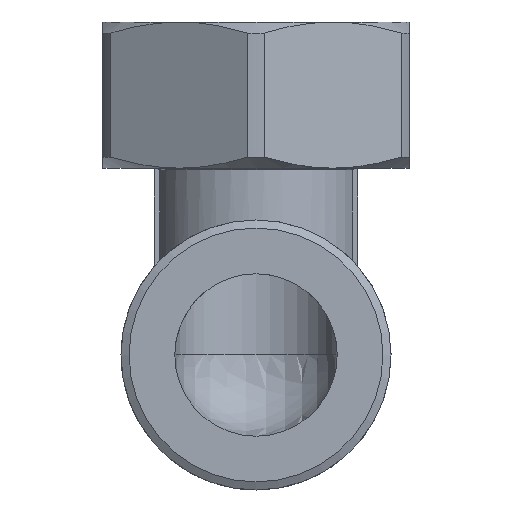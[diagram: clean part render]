
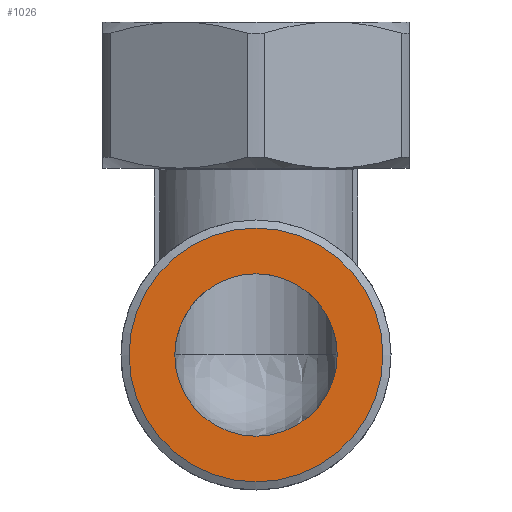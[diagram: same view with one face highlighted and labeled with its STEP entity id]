
A CAD part, front view. The second image highlights one B-rep face of the part: STEP entity #1026.
In plain terms, the highlighted planar face has unit normal (0, -1, 0).
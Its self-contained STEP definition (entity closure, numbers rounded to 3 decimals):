
#188=PLANE('',#1410);
#386=ORIENTED_EDGE('',*,*,#587,.T.);
#387=ORIENTED_EDGE('',*,*,#588,.T.);
#587=EDGE_CURVE('',#695,#695,#763,.T.);
#588=EDGE_CURVE('',#696,#696,#764,.F.);
#695=VERTEX_POINT('',#2921);
#696=VERTEX_POINT('',#2923);
#763=CIRCLE('',#1411,10.);
#764=CIRCLE('',#1412,15.625);
#833=EDGE_LOOP('',(#386));
#834=EDGE_LOOP('',(#387));
#925=FACE_BOUND('',#833,.T.);
#926=FACE_BOUND('',#834,.T.);
#1026=ADVANCED_FACE('',(#925,#926),#188,.F.);
#1410=AXIS2_PLACEMENT_3D('',#2919,#1672,#1673);
#1411=AXIS2_PLACEMENT_3D('',#2920,#1674,#1675);
#1412=AXIS2_PLACEMENT_3D('',#2922,#1676,#1677);
#1672=DIRECTION('',(0.,1.,0.));
#1673=DIRECTION('',(0.,0.,1.));
#1674=DIRECTION('',(0.,1.,0.));
#1675=DIRECTION('',(0.,0.,-1.));
#1676=DIRECTION('',(0.,1.,0.));
#1677=DIRECTION('',(0.,0.,1.));
#2919=CARTESIAN_POINT('',(12.5,-35.,-12.5));
#2920=CARTESIAN_POINT('',(0.,-35.,0.));
#2921=CARTESIAN_POINT('',(0.,-35.,-10.));
#2922=CARTESIAN_POINT('',(0.,-35.,0.));
#2923=CARTESIAN_POINT('',(0.,-35.,15.625));
